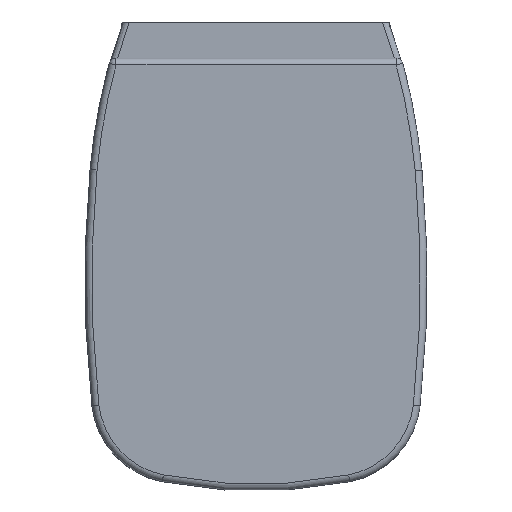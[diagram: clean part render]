
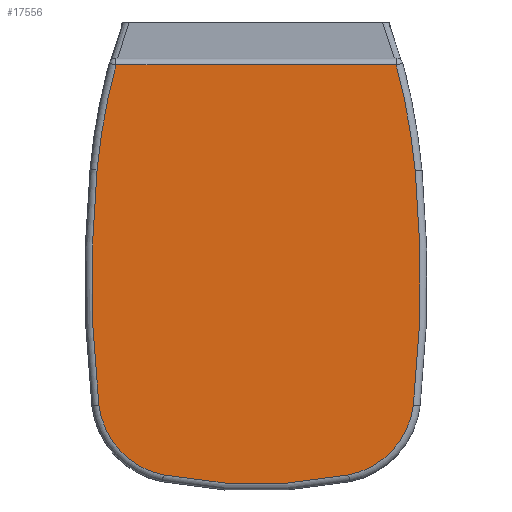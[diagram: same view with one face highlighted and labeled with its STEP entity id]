
A CAD part, top view. The second image highlights one B-rep face of the part: STEP entity #17556.
In plain terms, the highlighted planar face has unit normal (0, 0, 1).
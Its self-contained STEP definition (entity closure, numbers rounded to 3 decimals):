
#17263=CARTESIAN_POINT('',(-44.071,143.402,15.0));
#17264=VERTEX_POINT('',#17263);
#17272=CARTESIAN_POINT('',(-44.071,-143.374,15.0));
#17273=VERTEX_POINT('',#17272);
#17274=CARTESIAN_POINT('',(-44.071,143.402,15.0));
#17275=DIRECTION('',(0.0,-1.0,0.0));
#17276=VECTOR('',#17275,286.776);
#17277=LINE('',#17274,#17276);
#17278=EDGE_CURVE('',#17264,#17273,#17277,.T.);
#17303=CARTESIAN_POINT('',(-152.442,-162.852,15.0));
#17304=VERTEX_POINT('',#17303);
#17305=CARTESIAN_POINT('',(-213.888,490.222,15.0));
#17306=DIRECTION('',(0.0,0.0,-1.0));
#17307=DIRECTION('',(0.177,-0.984,0.0));
#17308=AXIS2_PLACEMENT_3D('',#17305,#17306,#17307);
#17309=CIRCLE('',#17308,655.959);
#17310=EDGE_CURVE('',#17273,#17304,#17309,.T.);
#17330=CARTESIAN_POINT('',(-392.221,-160.894,15.0));
#17331=VERTEX_POINT('',#17330);
#17332=CARTESIAN_POINT('',(-262.766,1009.714,15.0));
#17333=DIRECTION('',(0.0,0.0,-1.0));
#17334=DIRECTION('',(-0.008,-1.,0.0));
#17335=AXIS2_PLACEMENT_3D('',#17332,#17333,#17334);
#17336=CIRCLE('',#17335,1177.745);
#17337=EDGE_CURVE('',#17304,#17331,#17336,.T.);
#17362=CARTESIAN_POINT('',(-463.642,-94.712,15.0));
#17363=VERTEX_POINT('',#17362);
#17364=CARTESIAN_POINT('',(-382.242,-78.496,15.0));
#17365=DIRECTION('',(0.0,0.0,-1.0));
#17366=DIRECTION('',(-0.68,-0.734,0.0));
#17367=AXIS2_PLACEMENT_3D('',#17364,#17365,#17366);
#17368=CIRCLE('',#17367,83.);
#17369=EDGE_CURVE('',#17331,#17363,#17368,.T.);
#17398=CARTESIAN_POINT('',(-463.643,94.71,15.0));
#17399=VERTEX_POINT('',#17398);
#17400=CARTESIAN_POINT('',(10.98,-0.001,15.0));
#17401=DIRECTION('',(0.0,0.0,-1.));
#17402=DIRECTION('',(-1.,0.,0.0));
#17403=AXIS2_PLACEMENT_3D('',#17400,#17401,#17402);
#17404=CIRCLE('',#17403,483.981);
#17405=EDGE_CURVE('',#17363,#17399,#17404,.T.);
#17434=CARTESIAN_POINT('',(-392.221,160.892,15.0));
#17435=VERTEX_POINT('',#17434);
#17436=CARTESIAN_POINT('',(-382.242,78.494,15.0));
#17437=DIRECTION('',(0.0,0.0,-1.0));
#17438=DIRECTION('',(-0.68,0.734,0.0));
#17439=AXIS2_PLACEMENT_3D('',#17436,#17437,#17438);
#17440=CIRCLE('',#17439,83.);
#17441=EDGE_CURVE('',#17399,#17435,#17440,.T.);
#17468=CARTESIAN_POINT('',(-151.098,162.723,15.0));
#17469=VERTEX_POINT('',#17468);
#17477=CARTESIAN_POINT('',(-212.816,-485.276,15.0));
#17478=DIRECTION('',(0.0,0.0,-1.));
#17479=DIRECTION('',(0.178,0.984,0.0));
#17480=AXIS2_PLACEMENT_3D('',#17477,#17478,#17479);
#17481=CIRCLE('',#17480,650.931);
#17482=EDGE_CURVE('',#17469,#17264,#17481,.T.);
#17500=CARTESIAN_POINT('',(-262.766,-1009.716,15.0));
#17501=DIRECTION('',(0.0,0.0,-1.0));
#17502=DIRECTION('',(-0.008,1.,0.0));
#17503=AXIS2_PLACEMENT_3D('',#17500,#17501,#17502);
#17504=CIRCLE('',#17503,1177.745);
#17505=EDGE_CURVE('',#17435,#17469,#17504,.T.);
#17541=CARTESIAN_POINT('',(-248.217,0.003,15.0));
#17542=DIRECTION('',(0.0,0.0,1.0));
#17543=DIRECTION('',(1.0,0.0,0.0));
#17544=AXIS2_PLACEMENT_3D('',#17541,#17542,#17543);
#17545=PLANE('',#17544);
#17546=ORIENTED_EDGE('',*,*,#17278,.F.);
#17547=ORIENTED_EDGE('',*,*,#17482,.F.);
#17548=ORIENTED_EDGE('',*,*,#17505,.F.);
#17549=ORIENTED_EDGE('',*,*,#17441,.F.);
#17550=ORIENTED_EDGE('',*,*,#17405,.F.);
#17551=ORIENTED_EDGE('',*,*,#17369,.F.);
#17552=ORIENTED_EDGE('',*,*,#17337,.F.);
#17553=ORIENTED_EDGE('',*,*,#17310,.F.);
#17554=EDGE_LOOP('',(#17546,#17547,#17548,#17549,#17550,#17551,#17552,#17553));
#17555=FACE_OUTER_BOUND('',#17554,.T.);
#17556=ADVANCED_FACE('',(#17555),#17545,.T.);
